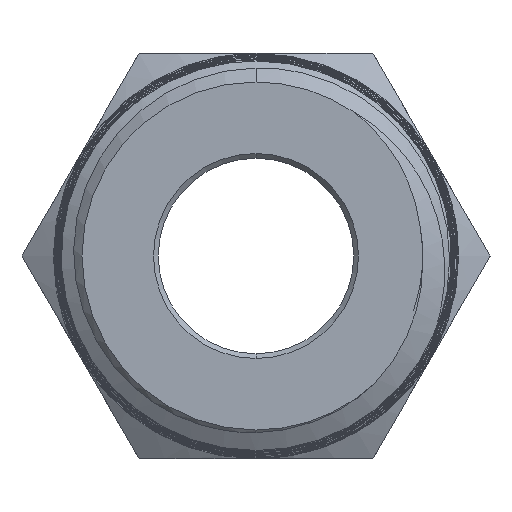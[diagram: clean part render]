
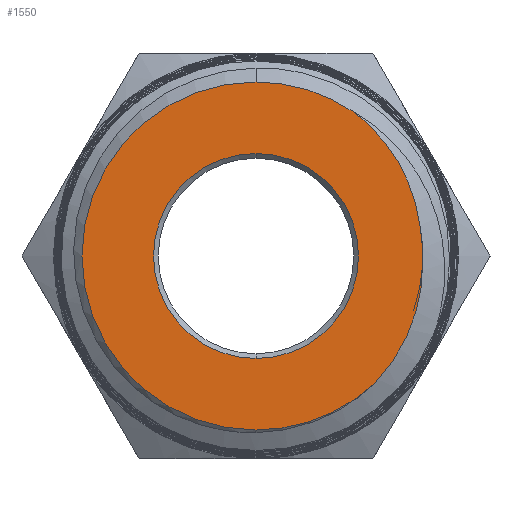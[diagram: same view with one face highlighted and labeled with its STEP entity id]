
A CAD part, front view. The second image highlights one B-rep face of the part: STEP entity #1550.
In plain terms, the highlighted planar face has unit normal (0, -1, 0).
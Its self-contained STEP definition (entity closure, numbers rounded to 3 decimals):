
#51 = VERTEX_POINT ( 'NONE', #4831 ) ;
#76 = DIRECTION ( 'NONE',  ( 0., 0., -1. ) ) ;
#241 = EDGE_CURVE ( 'NONE', #7101, #10993, #9416, .T. ) ;
#429 = CARTESIAN_POINT ( 'NONE',  ( 5.127, -16., -5.183 ) ) ;
#460 = CIRCLE ( 'NONE', #7439, 4.3 ) ;
#468 = CARTESIAN_POINT ( 'NONE',  ( 6.631, -16., -2.642 ) ) ;
#485 = EDGE_CURVE ( 'NONE', #10218, #6458, #9340, .T. ) ;
#804 = EDGE_CURVE ( 'NONE', #10993, #7101, #460, .T. ) ;
#1012 = ORIENTED_EDGE ( 'NONE', *, *, #804, .T. ) ;
#1290 = ORIENTED_EDGE ( 'NONE', *, *, #8573, .T. ) ;
#1324 = CARTESIAN_POINT ( 'NONE',  ( 4.969, -16., -5.347 ) ) ;
#1326 = DIRECTION ( 'NONE',  ( 0., -1., 0. ) ) ;
#1345 = AXIS2_PLACEMENT_3D ( 'NONE', #6433, #1326, #7318 ) ;
#1349 = CARTESIAN_POINT ( 'NONE',  ( 6.941, -16., -1.3 ) ) ;
#1459 = EDGE_CURVE ( 'NONE', #51, #6892, #4818, .T. ) ;
#1550 = ADVANCED_FACE ( 'NONE', ( #3620, #3889 ), #2378, .T. ) ;
#1561 = ORIENTED_EDGE ( 'NONE', *, *, #6229, .T. ) ;
#2160 = B_SPLINE_CURVE_WITH_KNOTS ( 'NONE', 3,
 ( #3461, #9520, #10414, #5150 ),
 .UNSPECIFIED., .F., .F.,
 ( 4, 4 ),
 ( 0., 0.002 ),
 .UNSPECIFIED. ) ;
#2218 = CARTESIAN_POINT ( 'NONE',  ( 6.985, -16., -0.384 ) ) ;
#2378 = PLANE ( 'NONE',  #5688 ) ;
#2417 = DIRECTION ( 'NONE',  ( 0., -1., 0. ) ) ;
#3307 = ORIENTED_EDGE ( 'NONE', *, *, #8320, .T. ) ;
#3461 = CARTESIAN_POINT ( 'NONE',  ( 6.985, -16., -0.384 ) ) ;
#3571 = ORIENTED_EDGE ( 'NONE', *, *, #1459, .T. ) ;
#3574 = VERTEX_POINT ( 'NONE', #7276 ) ;
#3613 = VERTEX_POINT ( 'NONE', #1324 ) ;
#3620 = FACE_BOUND ( 'NONE', #10389, .T. ) ;
#3840 = ORIENTED_EDGE ( 'NONE', *, *, #4436, .T. ) ;
#3889 = FACE_OUTER_BOUND ( 'NONE', #10354, .T. ) ;
#3896 = CARTESIAN_POINT ( 'NONE',  ( 5.277, -16., -5.011 ) ) ;
#4436 = EDGE_CURVE ( 'NONE', #3613, #3574, #9058, .T. ) ;
#4481 = DIRECTION ( 'NONE',  ( 0., -1., 0. ) ) ;
#4742 = CARTESIAN_POINT ( 'NONE',  ( 5.7, -16., -4.465 ) ) ;
#4818 = CIRCLE ( 'NONE', #1345, 7.299 ) ;
#4831 = CARTESIAN_POINT ( 'NONE',  ( 0., -16., 7.299 ) ) ;
#4865 = AXIS2_PLACEMENT_3D ( 'NONE', #9713, #4481, #10608 ) ;
#5022 = CARTESIAN_POINT ( 'NONE',  ( 6.876, -16., 1.285 ) ) ;
#5150 = CARTESIAN_POINT ( 'NONE',  ( 6.876, -16., 1.285 ) ) ;
#5205 = DIRECTION ( 'NONE',  ( 0., -1., 0. ) ) ;
#5273 = CARTESIAN_POINT ( 'NONE',  ( 0., -16., 4.3 ) ) ;
#5467 = CARTESIAN_POINT ( 'NONE',  ( 4.071, -16., 6.058 ) ) ;
#5583 = CARTESIAN_POINT ( 'NONE',  ( 6.286, -16., -3.487 ) ) ;
#5688 = AXIS2_PLACEMENT_3D ( 'NONE', #7534, #2417, #8422 ) ;
#6229 = EDGE_CURVE ( 'NONE', #6892, #3613, #7910, .T. ) ;
#6433 = CARTESIAN_POINT ( 'NONE',  ( 0., -16., 0. ) ) ;
#6454 = CARTESIAN_POINT ( 'NONE',  ( 6.765, -16., -2.197 ) ) ;
#6458 = VERTEX_POINT ( 'NONE', #5467 ) ;
#6892 = VERTEX_POINT ( 'NONE', #7524 ) ;
#7101 = VERTEX_POINT ( 'NONE', #7798 ) ;
#7276 = CARTESIAN_POINT ( 'NONE',  ( 6.985, -16., -0.384 ) ) ;
#7318 = DIRECTION ( 'NONE',  ( 0., 0., -1. ) ) ;
#7346 = CARTESIAN_POINT ( 'NONE',  ( 6.986, -16., -0.845 ) ) ;
#7439 = AXIS2_PLACEMENT_3D ( 'NONE', #9915, #9923, #10007 ) ;
#7524 = CARTESIAN_POINT ( 'NONE',  ( 0., -16., -7.299 ) ) ;
#7534 = CARTESIAN_POINT ( 'NONE',  ( 0., -16., 0. ) ) ;
#7599 = ORIENTED_EDGE ( 'NONE', *, *, #241, .T. ) ;
#7798 = CARTESIAN_POINT ( 'NONE',  ( 0., -16., -4.3 ) ) ;
#7910 = CIRCLE ( 'NONE', #9695, 7.299 ) ;
#8320 = EDGE_CURVE ( 'NONE', #3574, #10218, #2160, .T. ) ;
#8422 = DIRECTION ( 'NONE',  ( 0., 0., -1. ) ) ;
#8573 = EDGE_CURVE ( 'NONE', #6458, #51, #10726, .T. ) ;
#8753 = CARTESIAN_POINT ( 'NONE',  ( 4.259, -16., 5.916 ) ) ;
#8764 = CARTESIAN_POINT ( 'NONE',  ( 4.071, -16., 6.058 ) ) ;
#8824 = CARTESIAN_POINT ( 'NONE',  ( 4.441, -16., 5.765 ) ) ;
#9020 = CARTESIAN_POINT ( 'NONE',  ( 5.435, -16., 4.744 ) ) ;
#9034 = CARTESIAN_POINT ( 'NONE',  ( 4.96, -16., 5.274 ) ) ;
#9058 = B_SPLINE_CURVE_WITH_KNOTS ( 'NONE', 3,
 ( #10834, #429, #3896, #9985, #4742, #10870, #5583, #468, #6454, #1349, #7346, #2218 ),
 .UNSPECIFIED., .F., .F.,
 ( 4, 2, 2, 2, 2, 4 ),
 ( 0.004, 0.005, 0.005, 0.007, 0.008, 0.01 ),
 .UNSPECIFIED. ) ;
#9061 = CARTESIAN_POINT ( 'NONE',  ( 4.792, -16., 5.444 ) ) ;
#9141 = CARTESIAN_POINT ( 'NONE',  ( 5.714, -16., 4.364 ) ) ;
#9176 = CARTESIAN_POINT ( 'NONE',  ( 6.075, -16., 3.752 ) ) ;
#9216 = CARTESIAN_POINT ( 'NONE',  ( 6.186, -16., 3.539 ) ) ;
#9250 = CARTESIAN_POINT ( 'NONE',  ( 6.385, -16., 3.107 ) ) ;
#9264 = CARTESIAN_POINT ( 'NONE',  ( 6.474, -16., 2.888 ) ) ;
#9293 = CARTESIAN_POINT ( 'NONE',  ( 6.705, -16., 2.219 ) ) ;
#9304 = CARTESIAN_POINT ( 'NONE',  ( 6.815, -16., 1.759 ) ) ;
#9340 = B_SPLINE_CURVE_WITH_KNOTS ( 'NONE', 3,
 ( #9645, #9304, #9293, #9264, #9250, #9216, #9176, #9141, #9020, #9034, #9061, #8824, #8753, #8764 ),
 .UNSPECIFIED., .F., .F.,
 ( 4, 2, 2, 2, 2, 2, 4 ),
 ( 0., 0.001, 0.002, 0.003, 0.004, 0.005, 0.006 ),
 .UNSPECIFIED. ) ;
#9416 = CIRCLE ( 'NONE', #11062, 4.3 ) ;
#9520 = CARTESIAN_POINT ( 'NONE',  ( 7.015, -16., 0.175 ) ) ;
#9645 = CARTESIAN_POINT ( 'NONE',  ( 6.876, -16., 1.285 ) ) ;
#9695 = AXIS2_PLACEMENT_3D ( 'NONE', #10476, #5205, #76 ) ;
#9713 = CARTESIAN_POINT ( 'NONE',  ( 0., -16., 0. ) ) ;
#9915 = CARTESIAN_POINT ( 'NONE',  ( 0., -16., 0. ) ) ;
#9923 = DIRECTION ( 'NONE',  ( 0., 1., 0. ) ) ;
#9985 = CARTESIAN_POINT ( 'NONE',  ( 5.564, -16., -4.653 ) ) ;
#10007 = DIRECTION ( 'NONE',  ( 0., 0., -1. ) ) ;
#10218 = VERTEX_POINT ( 'NONE', #5022 ) ;
#10244 = ORIENTED_EDGE ( 'NONE', *, *, #485, .T. ) ;
#10339 = CARTESIAN_POINT ( 'NONE',  ( 0., -16., 0. ) ) ;
#10345 = DIRECTION ( 'NONE',  ( 0., 1., 0. ) ) ;
#10354 = EDGE_LOOP ( 'NONE', ( #3307, #10244, #1290, #3571, #1561, #3840 ) ) ;
#10389 = EDGE_LOOP ( 'NONE', ( #7599, #1012 ) ) ;
#10398 = DIRECTION ( 'NONE',  ( 0., 0., -1. ) ) ;
#10414 = CARTESIAN_POINT ( 'NONE',  ( 6.979, -16., 0.736 ) ) ;
#10476 = CARTESIAN_POINT ( 'NONE',  ( 0., -16., 0. ) ) ;
#10608 = DIRECTION ( 'NONE',  ( 0., 0., -1. ) ) ;
#10726 = CIRCLE ( 'NONE', #4865, 7.299 ) ;
#10834 = CARTESIAN_POINT ( 'NONE',  ( 4.969, -16., -5.347 ) ) ;
#10870 = CARTESIAN_POINT ( 'NONE',  ( 6.075, -16., -3.89 ) ) ;
#10993 = VERTEX_POINT ( 'NONE', #5273 ) ;
#11062 = AXIS2_PLACEMENT_3D ( 'NONE', #10339, #10345, #10398 ) ;
